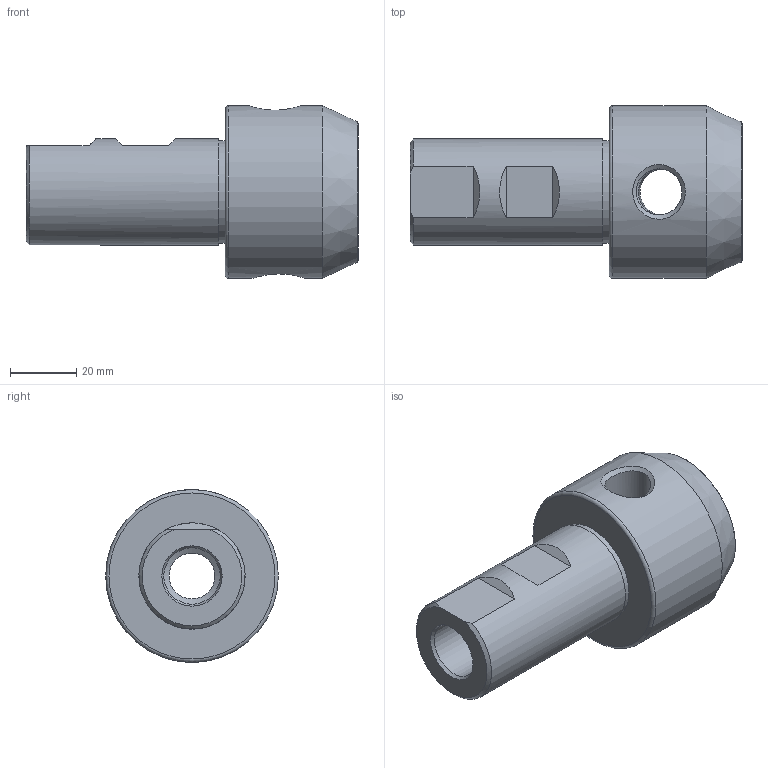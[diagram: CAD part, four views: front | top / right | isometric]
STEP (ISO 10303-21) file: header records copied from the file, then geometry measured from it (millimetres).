
FILE_DESCRIPTION( ( 'Unknown' ), '1' );
FILE_NAME( '122-32-20.stp', 'Unknown', ( 'Unknown' ), ( 'Unknown' ), 'PSStep 15.0.49', 'Unknown', ' ' );
FILE_SCHEMA( ( 'AUTOMOTIVE_DESIGN { 1 0 10303 214 1 1 1 1 }' ) );
Length unit declared in the file: millimetre
Products named in the file (1): 1
Bounding box: 100 x 52 x 52 mm (x, y, z)
Volume: 97276.2 mm3; surface area: 22112.7 mm2
Topology: 1 solids, 1 shells, 29 faces, 68 edges, 43 vertices
Faces by surface type: plane 11, cylinder 9, cone 5, bspline 2, torus 2
Full cylindrical faces by diameter (mm): 13.835 x3, 17 x1, 20 x1, 21 x1, 31 x1, 32 x1, 52 x1
Entity records: 1291 total; most frequent: CARTESIAN_POINT 508, DIRECTION 110, ORIENTED_EDGE 78, EDGE_LOOP 57, AXIS2_PLACEMENT_3D 51, FACE_OUTER_BOUND 42, EDGE_CURVE 39, VERTEX_POINT 34
